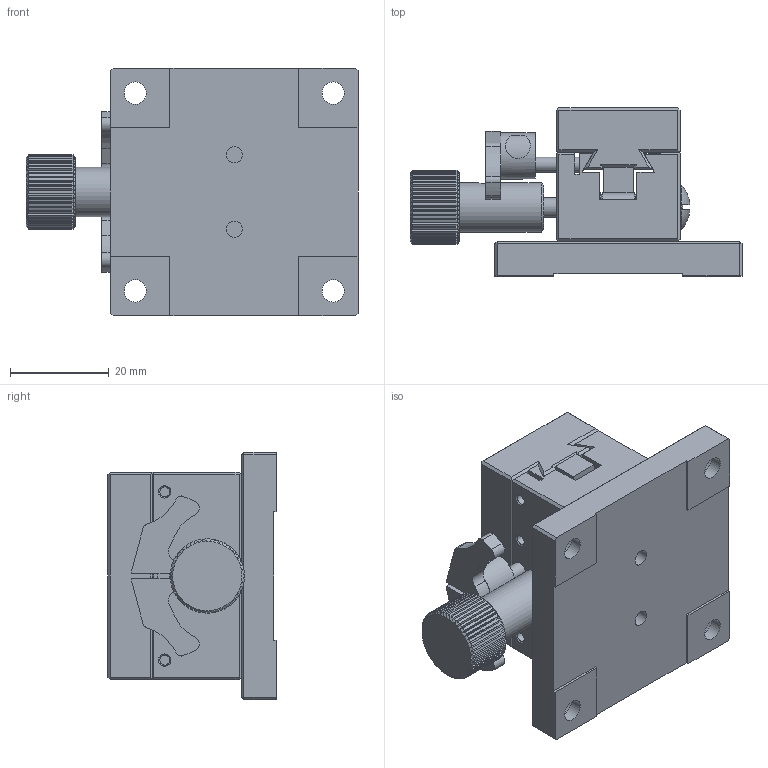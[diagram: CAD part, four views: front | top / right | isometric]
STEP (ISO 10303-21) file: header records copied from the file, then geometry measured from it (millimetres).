
FILE_DESCRIPTION (( 'STEP AP203' ), '1' );
FILE_NAME ('528723.STEP', '2024-10-14T07:56:55', ( 'Windows User' ), ( 'P R C' ), 'SwSTEP 2.0', 'SolidWorks 2020', '' );
FILE_SCHEMA (( 'CONFIG_CONTROL_DESIGN' ));
Length unit declared in the file: millimetre
Products named in the file (1): 528723
Bounding box: 67.1 x 34 x 50 mm (x, y, z)
Volume: 45462.6 mm3; surface area: 22325.5 mm2
Topology: 6 solids, 7 shells, 550 faces, 1257 edges, 752 vertices
Faces by surface type: plane 275, cone 148, cylinder 125, torus 1, bspline 1
Full cylindrical faces by diameter (mm): 2.013 x6, 2.459 x2, 2.5 x1, 2.6 x1, 2.8 x2, 3 x1, 3.242 x10, 3.3 x1, 4 x3, 4.5 x6, 5 x2, 5.83 x1, 6 x2, 6.5 x1, 7 x1, 7.5 x2, 8 x5, 9 x1, 9.2 x1, 10 x1
Entity records: 14975 total; most frequent: CARTESIAN_POINT 3251, DIRECTION 2405, ORIENTED_EDGE 2270, EDGE_CURVE 1135, AXIS2_PLACEMENT_3D 948, VERTEX_POINT 720, EDGE_LOOP 707, FACE_OUTER_BOUND 600
